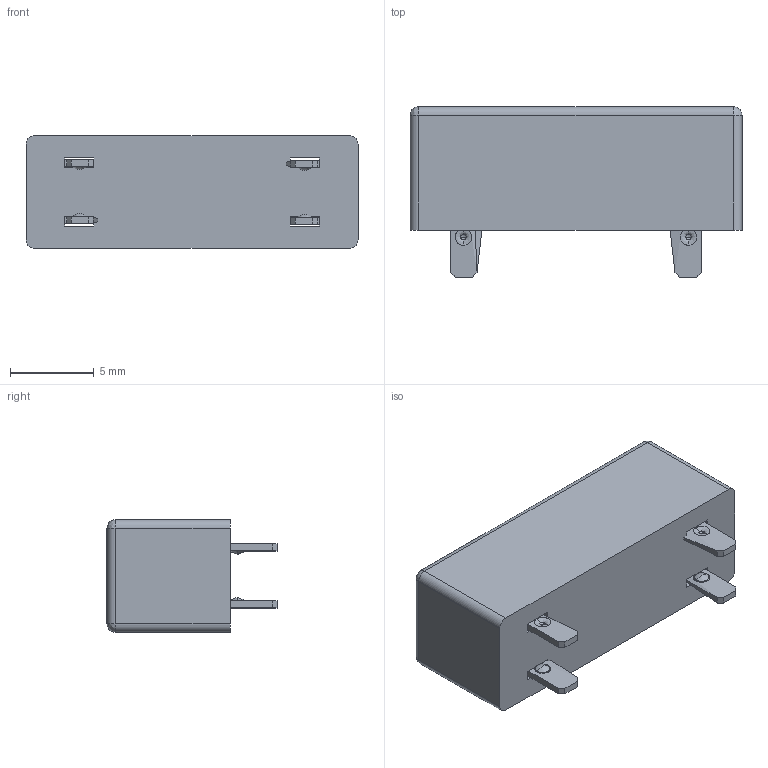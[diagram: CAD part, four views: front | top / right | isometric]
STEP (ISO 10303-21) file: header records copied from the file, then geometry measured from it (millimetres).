
FILE_DESCRIPTION (( 'STEP AP214' ), '1' );
FILE_NAME ('6C6BBC25-1BBE-4735-8995-011C95E5D81A.STEP', '2023-01-18T22:05:24', ( '' ), ( '' ), 'SwSTEP 2.0', 'SolidWorks 2022', '' );
FILE_SCHEMA (( 'AUTOMOTIVE_DESIGN' ));
Length unit declared in the file: inch
Products named in the file (1): 6C6BBC25-1BBE-4735-8995-011C95E5D81A
Bounding box: 19.81 x 10.16 x 6.73 mm (x, y, z)
Surface area: 1292.6 mm2 (no closed solid volume)
Topology: 0 solids, 3 shells, 168 faces, 496 edges, 326 vertices
Faces by surface type: plane 100, bspline 36, cylinder 32
Entity records: 6650 total; most frequent: CARTESIAN_POINT 2570, ORIENTED_EDGE 884, DIRECTION 698, EDGE_CURVE 492, VECTOR 336, LINE 336, VERTEX_POINT 326, EDGE_LOOP 181
